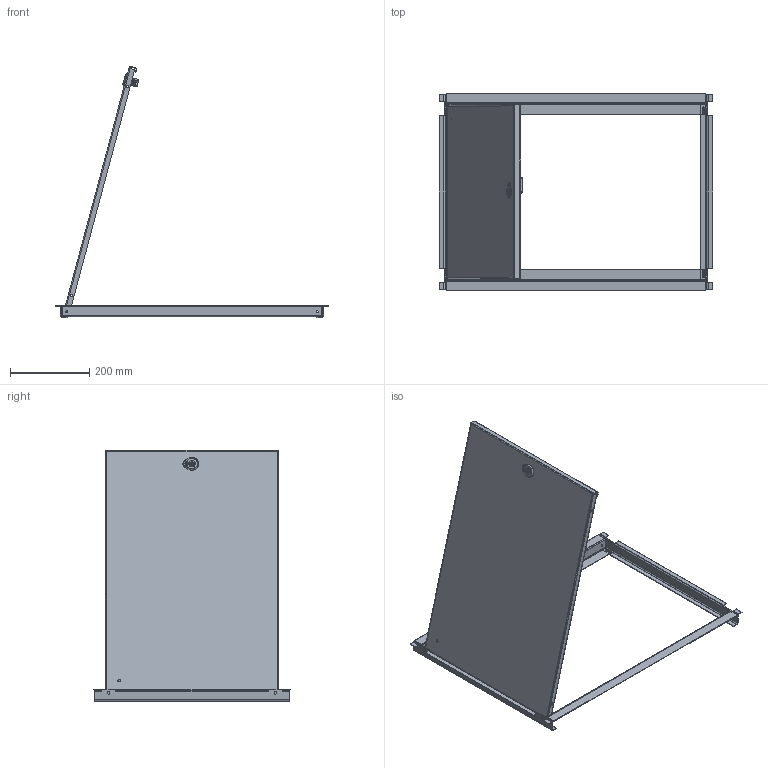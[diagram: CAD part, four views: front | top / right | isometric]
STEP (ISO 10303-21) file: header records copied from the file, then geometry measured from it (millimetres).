
FILE_DESCRIPTION(/* description */ (''),/* implementation_level */ '2;1');
FILE_NAME(/* name */ 'PIN5070.stp',/* time_stamp */ '2017-05-22T10:15:28+02:00',/* author */ (''),/* organization */ (''),/* preprocessor_version */ 'ST-DEVELOPER v15',/* originating_system */ 'SIEMENS PLM Software NX 9.0',/* authorisation */ '');
FILE_SCHEMA (('CONFIG_CONTROL_DESIGN'));
Length unit declared in the file: millimetre
Products named in the file (14): 995.P020_01; 995.P018_01; 995.P017_01; 995.P014_01; 995.P012_01; 995.P013_01; 91355_PERNO_M6x10; 50050061_PERFIL_HORIZONTAL_400_PI_PUERTA_UNICA_0; 50050047_PERFIL_VERTICAL_PI_PU_E2_stp; 91400_PERNO_SOLDABLE_EJE_GIRO; 92148_BISAGRA_MUELLE; 995_C002_01_stp; PUERTA_INTERIOR_500X400_BIS_PLAST; PIN5070_stp
Assembly tree (15 placements, depth 4):
  PIN5070_stp
    92148_BISAGRA_MUELLE
    91400_PERNO_SOLDABLE_EJE_GIRO
    PUERTA_INTERIOR_500X400_BIS_PLAST
      995_C002_01_stp
        995.P013_01
        995.P012_01
        995.P014_01
        995.P017_01
        995.P018_01
        995.P020_01
      91355_PERNO_M6x10
    50050047_PERFIL_VERTICAL_PI_PU_E2_stp  x2
    50050061_PERFIL_HORIZONTAL_400_PI_PUERTA_UNICA_0  x2
Bounding box: 689 x 496 x 632.61 mm (x, y, z)
Volume: 623771.1 mm3; surface area: 968383.6 mm2
Topology: 16 solids, 16 shells, 610 faces, 1508 edges, 949 vertices
Faces by surface type: plane 303, cylinder 207, bspline 34, torus 29, sphere 19, cone 18
Full cylindrical faces by diameter (mm): 3.5 x8, 4 x1, 5.5 x8, 6 x1, 6.5 x1, 6.9 x8, 7 x4, 8 x1, 10 x1, 14 x1, 16.25 x1, 19.3 x1
Entity records: 23190 total; most frequent: CARTESIAN_POINT 9138, ORIENTED_EDGE 2682, DIRECTION 2469, EDGE_CURVE 1341, AXIS2_PLACEMENT_3D 899, VERTEX_POINT 841, LINE 671, VECTOR 671
